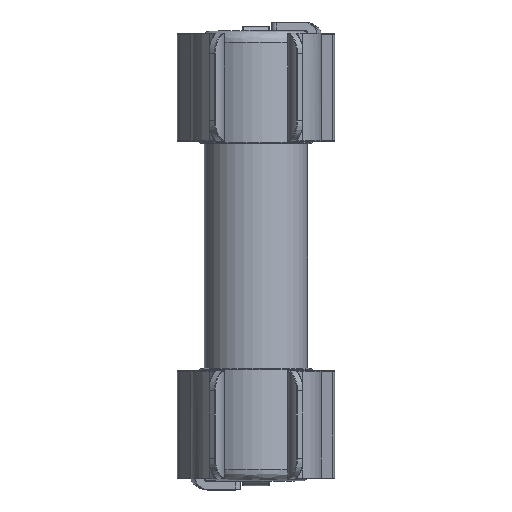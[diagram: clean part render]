
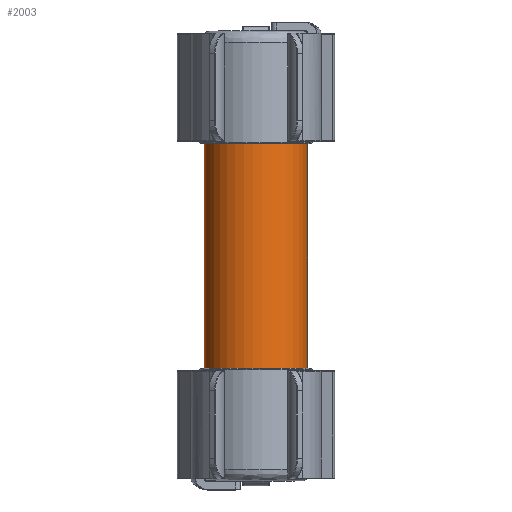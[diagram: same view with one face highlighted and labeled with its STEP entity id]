
A CAD part, top view. The second image highlights one B-rep face of the part: STEP entity #2003.
In plain terms, the highlighted cylindrical face has radius 2.3 mm (diameter 4.6 mm), a partial arc.
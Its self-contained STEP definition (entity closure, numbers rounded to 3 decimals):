
#258 = VERTEX_POINT ( 'NONE', #7145 ) ;
#925 = CIRCLE ( 'NONE', #12830, 2.3 ) ;
#1109 = VERTEX_POINT ( 'NONE', #2714 ) ;
#1431 = EDGE_CURVE ( 'NONE', #1109, #258, #13287, .T. ) ;
#2003 = ADVANCED_FACE ( 'NONE', ( #10053 ), #5744, .T. ) ;
#2016 = DIRECTION ( 'NONE',  ( 0., 0., -1. ) ) ;
#2272 = CARTESIAN_POINT ( 'NONE',  ( -2.3, 0., 5. ) ) ;
#2358 = CARTESIAN_POINT ( 'NONE',  ( 2.3, 0., 0. ) ) ;
#2714 = CARTESIAN_POINT ( 'NONE',  ( 2.3, 0., -5. ) ) ;
#2898 = CARTESIAN_POINT ( 'NONE',  ( 0., 0., 0. ) ) ;
#2977 = DIRECTION ( 'NONE',  ( 0., 0., 1. ) ) ;
#3121 = AXIS2_PLACEMENT_3D ( 'NONE', #2898, #10647, #11043 ) ;
#4316 = DIRECTION ( 'NONE',  ( 0., 0., 1. ) ) ;
#4484 = VECTOR ( 'NONE', #4316, 1000. ) ;
#5182 = DIRECTION ( 'NONE',  ( 0., 0., 1. ) ) ;
#5744 = CYLINDRICAL_SURFACE ( 'NONE', #3121, 2.3 ) ;
#5876 = VECTOR ( 'NONE', #5182, 1000. ) ;
#5993 = AXIS2_PLACEMENT_3D ( 'NONE', #8671, #2016, #9753 ) ;
#6218 = ORIENTED_EDGE ( 'NONE', *, *, #1431, .T. ) ;
#7145 = CARTESIAN_POINT ( 'NONE',  ( 2.3, 0., 5. ) ) ;
#7441 = LINE ( 'NONE', #14219, #4484 ) ;
#7731 = CIRCLE ( 'NONE', #5993, 2.3 ) ;
#7769 = VERTEX_POINT ( 'NONE', #9426 ) ;
#8567 = ORIENTED_EDGE ( 'NONE', *, *, #10578, .F. ) ;
#8671 = CARTESIAN_POINT ( 'NONE',  ( 0., 0., 5. ) ) ;
#9426 = CARTESIAN_POINT ( 'NONE',  ( -2.3, 0., -5. ) ) ;
#9615 = CARTESIAN_POINT ( 'NONE',  ( 0., 0., -5. ) ) ;
#9753 = DIRECTION ( 'NONE',  ( 1., 0., 0. ) ) ;
#10053 = FACE_OUTER_BOUND ( 'NONE', #13903, .T. ) ;
#10578 = EDGE_CURVE ( 'NONE', #7769, #12626, #7441, .T. ) ;
#10647 = DIRECTION ( 'NONE',  ( 0., 0., 1. ) ) ;
#10732 = DIRECTION ( 'NONE',  ( 1., 0., 0. ) ) ;
#10935 = ORIENTED_EDGE ( 'NONE', *, *, #11609, .T. ) ;
#11043 = DIRECTION ( 'NONE',  ( 1., 0., 0. ) ) ;
#11609 = EDGE_CURVE ( 'NONE', #258, #12626, #7731, .T. ) ;
#11647 = ORIENTED_EDGE ( 'NONE', *, *, #11958, .T. ) ;
#11958 = EDGE_CURVE ( 'NONE', #7769, #1109, #925, .T. ) ;
#12626 = VERTEX_POINT ( 'NONE', #2272 ) ;
#12830 = AXIS2_PLACEMENT_3D ( 'NONE', #9615, #2977, #10732 ) ;
#13287 = LINE ( 'NONE', #2358, #5876 ) ;
#13903 = EDGE_LOOP ( 'NONE', ( #8567, #11647, #6218, #10935 ) ) ;
#14219 = CARTESIAN_POINT ( 'NONE',  ( -2.3, 0., 0. ) ) ;
